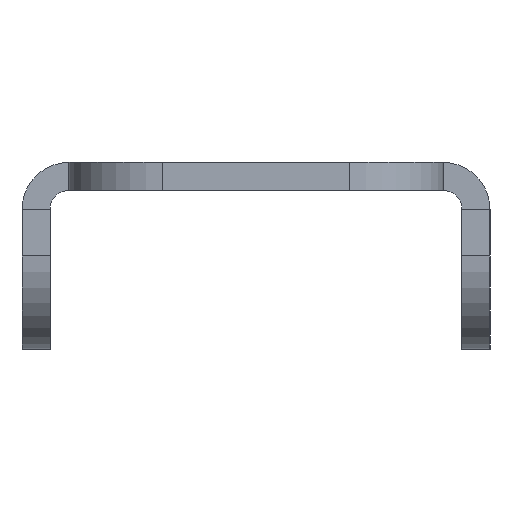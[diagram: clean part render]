
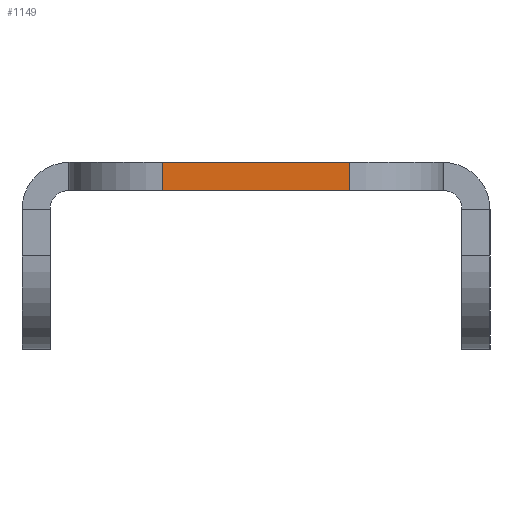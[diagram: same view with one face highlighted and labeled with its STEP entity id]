
A CAD part, left-side view. The second image highlights one B-rep face of the part: STEP entity #1149.
In plain terms, the highlighted planar face has unit normal (-1, 0, 0).
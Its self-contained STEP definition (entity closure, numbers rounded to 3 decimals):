
#63 = LINE ( 'NONE', #1681, #392 ) ;
#110 = EDGE_CURVE ( 'NONE', #805, #1873, #2215, .T. ) ;
#190 = EDGE_LOOP ( 'NONE', ( #1037, #394, #396, #2059 ) ) ;
#392 = VECTOR ( 'NONE', #1692, 1000. ) ;
#394 = ORIENTED_EDGE ( 'NONE', *, *, #1960, .T. ) ;
#396 = ORIENTED_EDGE ( 'NONE', *, *, #1911, .T. ) ;
#410 = LINE ( 'NONE', #2166, #1944 ) ;
#462 = VERTEX_POINT ( 'NONE', #593 ) ;
#490 = VERTEX_POINT ( 'NONE', #1877 ) ;
#589 = CARTESIAN_POINT ( 'NONE',  ( -193., 5., 0. ) ) ;
#593 = CARTESIAN_POINT ( 'NONE',  ( -193., -5., 0. ) ) ;
#627 = DIRECTION ( 'NONE',  ( 0., 0., -1. ) ) ;
#747 = LINE ( 'NONE', #932, #1233 ) ;
#805 = VERTEX_POINT ( 'NONE', #589 ) ;
#904 = CARTESIAN_POINT ( 'NONE',  ( -193., 11., -2.5 ) ) ;
#932 = CARTESIAN_POINT ( 'NONE',  ( -193., -5., -2.5 ) ) ;
#953 = VECTOR ( 'NONE', #627, 1000. ) ;
#1037 = ORIENTED_EDGE ( 'NONE', *, *, #1704, .F. ) ;
#1108 = FACE_OUTER_BOUND ( 'NONE', #190, .T. ) ;
#1149 = ADVANCED_FACE ( 'NONE', ( #1108 ), #1602, .T. ) ;
#1176 = AXIS2_PLACEMENT_3D ( 'NONE', #904, #1475, #2007 ) ;
#1233 = VECTOR ( 'NONE', #2220, 1000. ) ;
#1475 = DIRECTION ( 'NONE',  ( -1., 0., 0. ) ) ;
#1602 = PLANE ( 'NONE',  #1176 ) ;
#1681 = CARTESIAN_POINT ( 'NONE',  ( -193., 12.5, -1.5 ) ) ;
#1692 = DIRECTION ( 'NONE',  ( 0., 1., 0. ) ) ;
#1704 = EDGE_CURVE ( 'NONE', #490, #1873, #63, .T. ) ;
#1873 = VERTEX_POINT ( 'NONE', #2298 ) ;
#1877 = CARTESIAN_POINT ( 'NONE',  ( -193., -5., -1.5 ) ) ;
#1911 = EDGE_CURVE ( 'NONE', #462, #805, #410, .T. ) ;
#1944 = VECTOR ( 'NONE', #2018, 1000. ) ;
#1960 = EDGE_CURVE ( 'NONE', #490, #462, #747, .T. ) ;
#2007 = DIRECTION ( 'NONE',  ( 0., 0., 1. ) ) ;
#2018 = DIRECTION ( 'NONE',  ( 0., 1., 0. ) ) ;
#2059 = ORIENTED_EDGE ( 'NONE', *, *, #110, .T. ) ;
#2166 = CARTESIAN_POINT ( 'NONE',  ( -193., 12.5, 0. ) ) ;
#2215 = LINE ( 'NONE', #2246, #953 ) ;
#2220 = DIRECTION ( 'NONE',  ( 0., 0., 1. ) ) ;
#2246 = CARTESIAN_POINT ( 'NONE',  ( -193., 5., -2.5 ) ) ;
#2298 = CARTESIAN_POINT ( 'NONE',  ( -193., 5., -1.5 ) ) ;
